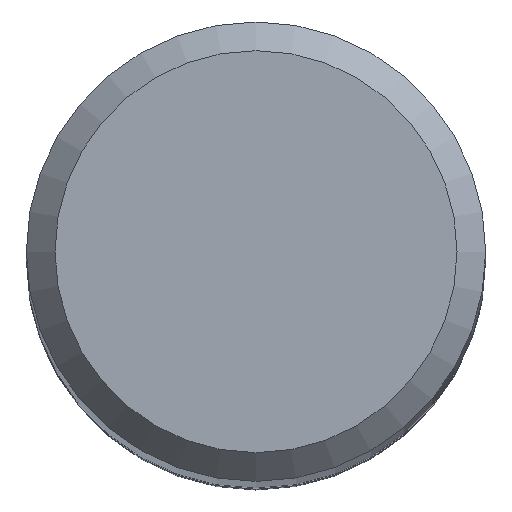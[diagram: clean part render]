
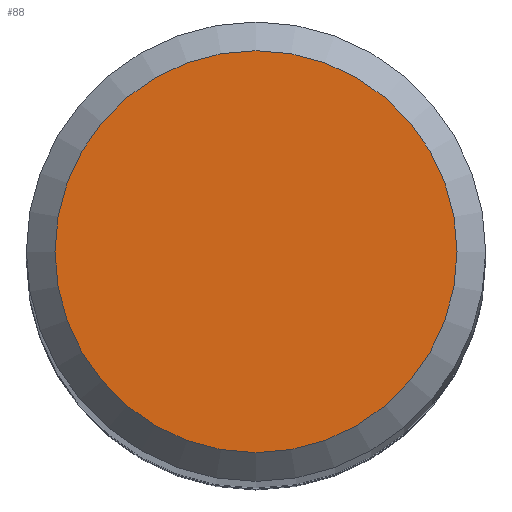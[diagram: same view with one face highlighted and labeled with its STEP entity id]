
A CAD part, top view. The second image highlights one B-rep face of the part: STEP entity #88.
In plain terms, the highlighted planar face has unit normal (0, 0, 1).
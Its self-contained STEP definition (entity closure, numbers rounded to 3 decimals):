
#21 = CARTESIAN_POINT ( 'NONE',  ( 0., 3.5, 90. ) ) ;
#29 = EDGE_LOOP ( 'NONE', ( #209 ) ) ;
#61 = DIRECTION ( 'NONE',  ( 0., 1., 0. ) ) ;
#64 = PLANE ( 'NONE',  #147 ) ;
#73 = VERTEX_POINT ( 'NONE', #21 ) ;
#83 = DIRECTION ( 'NONE',  ( 0., 0., -1. ) ) ;
#88 = ADVANCED_FACE ( 'NONE', ( #196 ), #64, .F. ) ;
#111 = CIRCLE ( 'NONE', #226, 3.5 ) ;
#141 = CARTESIAN_POINT ( 'NONE',  ( 0., 0., 90. ) ) ;
#147 = AXIS2_PLACEMENT_3D ( 'NONE', #141, #83, #61 ) ;
#156 = DIRECTION ( 'NONE',  ( 0., 1., 0. ) ) ;
#158 = CARTESIAN_POINT ( 'NONE',  ( 0., 0., 90. ) ) ;
#179 = DIRECTION ( 'NONE',  ( 0., 0., -1. ) ) ;
#182 = EDGE_CURVE ( 'NONE', #73, #73, #111, .T. ) ;
#196 = FACE_OUTER_BOUND ( 'NONE', #29, .T. ) ;
#209 = ORIENTED_EDGE ( 'NONE', *, *, #182, .F. ) ;
#226 = AXIS2_PLACEMENT_3D ( 'NONE', #158, #179, #156 ) ;
